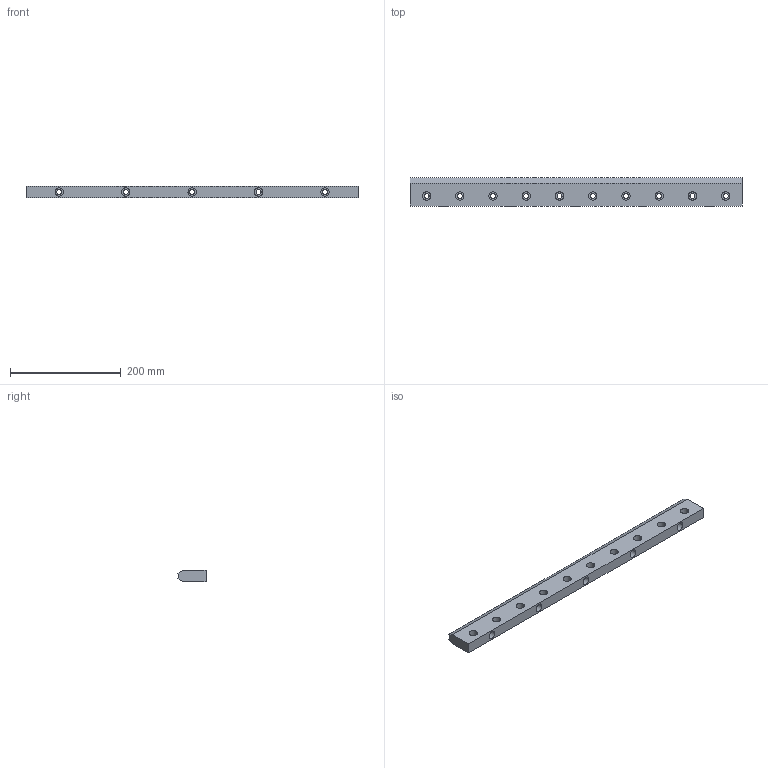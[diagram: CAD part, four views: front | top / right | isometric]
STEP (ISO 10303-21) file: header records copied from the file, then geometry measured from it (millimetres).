
FILE_DESCRIPTION( ( '' ), '1' );
FILE_NAME( 'wuf_25_2_03.stp', '2008-04-10T05:58:59', ( '' ), ( '' ), ' ', ' ', ' ' );
FILE_SCHEMA( ( 'CONFIG_CONTROL_DESIGN' ) );
Length unit declared in the file: millimetre
Products named in the file (1): 1
Bounding box: 599.5 x 50.73 x 20 mm (x, y, z)
Volume: 526064 mm3; surface area: 97019 mm2
Topology: 1 solids, 1 shells, 84 faces, 206 edges, 134 vertices
Faces by surface type: cylinder 60, plane 24
Entity records: 2634 total; most frequent: DIRECTION 496, CARTESIAN_POINT 425, ORIENTED_EDGE 412, EDGE_CURVE 206, AXIS2_PLACEMENT_3D 205, VERTEX_POINT 134, EDGE_LOOP 124, CIRCLE 110
